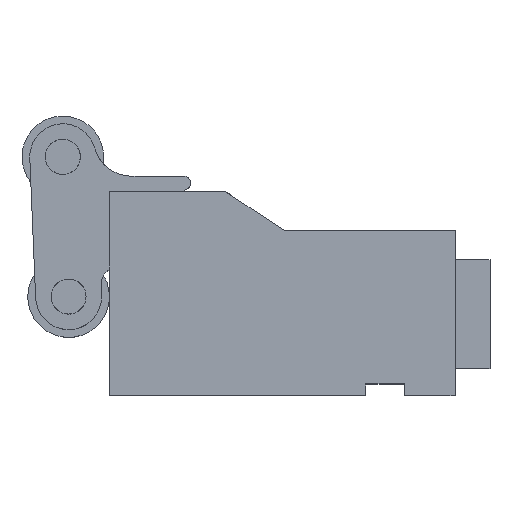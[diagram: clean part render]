
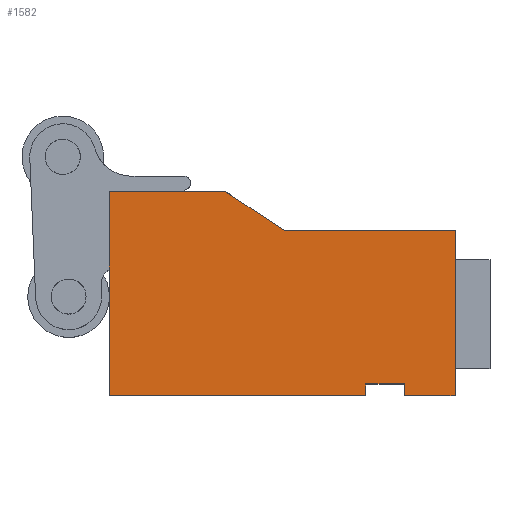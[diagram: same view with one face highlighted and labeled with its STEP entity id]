
A CAD part, top view. The second image highlights one B-rep face of the part: STEP entity #1582.
In plain terms, the highlighted planar face has unit normal (0, 0, 1).
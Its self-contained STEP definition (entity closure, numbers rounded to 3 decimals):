
#319=CARTESIAN_POINT('Vertex',(0.,105.,105.)) ;
#322=CARTESIAN_POINT('Line Origine',(30.,105.,105.)) ;
#326=CARTESIAN_POINT('Vertex',(60.,105.,105.)) ;
#577=CARTESIAN_POINT('Vertex',(0.,0.,105.)) ;
#580=CARTESIAN_POINT('Line Origine',(0.,52.5,105.)) ;
#814=CARTESIAN_POINT('Vertex',(178.,0.,105.)) ;
#828=CARTESIAN_POINT('Vertex',(178.,85.,105.)) ;
#831=CARTESIAN_POINT('Line Origine',(178.,42.5,105.)) ;
#879=CARTESIAN_POINT('Line Origine',(75.,95.,105.)) ;
#883=CARTESIAN_POINT('Vertex',(90.,85.,105.)) ;
#1492=CARTESIAN_POINT('Line Origine',(134.,85.,105.)) ;
#1532=CARTESIAN_POINT('Axis2P3D Location',(0.,0.,105.)) ;
#1537=CARTESIAN_POINT('Line Origine',(165.,0.,105.)) ;
#1541=CARTESIAN_POINT('Vertex',(152.,0.,105.)) ;
#1544=CARTESIAN_POINT('Line Origine',(66.,0.,105.)) ;
#1548=CARTESIAN_POINT('Vertex',(132.,0.,105.)) ;
#1551=CARTESIAN_POINT('Line Origine',(132.,3.,105.)) ;
#1555=CARTESIAN_POINT('Vertex',(132.,6.,105.)) ;
#1558=CARTESIAN_POINT('Line Origine',(142.,6.,105.)) ;
#1562=CARTESIAN_POINT('Vertex',(152.,6.,105.)) ;
#1565=CARTESIAN_POINT('Line Origine',(152.,3.,105.)) ;
#323=DIRECTION('Vector Direction',(-1.,0.,0.)) ;
#581=DIRECTION('Vector Direction',(0.,-1.,0.)) ;
#832=DIRECTION('Vector Direction',(0.,1.,0.)) ;
#880=DIRECTION('Vector Direction',(-0.832,0.555,0.)) ;
#1493=DIRECTION('Vector Direction',(-1.,0.,0.)) ;
#1533=DIRECTION('Axis2P3D Direction',(0.,0.,1.)) ;
#1534=DIRECTION('Axis2P3D XDirection',(1.,0.,0.)) ;
#1538=DIRECTION('Vector Direction',(1.,0.,0.)) ;
#1545=DIRECTION('Vector Direction',(1.,0.,0.)) ;
#1552=DIRECTION('Vector Direction',(0.,1.,0.)) ;
#1559=DIRECTION('Vector Direction',(-1.,0.,0.)) ;
#1566=DIRECTION('Vector Direction',(0.,-1.,0.)) ;
#1535=AXIS2_PLACEMENT_3D('Plane Axis2P3D',#1532,#1533,#1534) ;
#1571=ORIENTED_EDGE('',*,*,#1543,.T.) ;
#1572=ORIENTED_EDGE('',*,*,#835,.T.) ;
#1573=ORIENTED_EDGE('',*,*,#1496,.F.) ;
#1574=ORIENTED_EDGE('',*,*,#885,.T.) ;
#1575=ORIENTED_EDGE('',*,*,#328,.T.) ;
#1576=ORIENTED_EDGE('',*,*,#584,.T.) ;
#1577=ORIENTED_EDGE('',*,*,#1550,.T.) ;
#1578=ORIENTED_EDGE('',*,*,#1557,.T.) ;
#1579=ORIENTED_EDGE('',*,*,#1564,.T.) ;
#1580=ORIENTED_EDGE('',*,*,#1569,.T.) ;
#324=VECTOR('Line Direction',#323,1.) ;
#582=VECTOR('Line Direction',#581,1.) ;
#833=VECTOR('Line Direction',#832,1.) ;
#881=VECTOR('Line Direction',#880,1.) ;
#1494=VECTOR('Line Direction',#1493,1.) ;
#1539=VECTOR('Line Direction',#1538,1.) ;
#1546=VECTOR('Line Direction',#1545,1.) ;
#1553=VECTOR('Line Direction',#1552,1.) ;
#1560=VECTOR('Line Direction',#1559,1.) ;
#1567=VECTOR('Line Direction',#1566,1.) ;
#1582=ADVANCED_FACE('CU_CPUS-07000-40_0.1\\PartBody',(#1581),#1536,.T.) ;
#328=EDGE_CURVE('',#327,#320,#325,.T.) ;
#584=EDGE_CURVE('',#320,#578,#583,.T.) ;
#835=EDGE_CURVE('',#815,#829,#834,.T.) ;
#885=EDGE_CURVE('',#884,#327,#882,.T.) ;
#1496=EDGE_CURVE('',#884,#829,#1495,.F.) ;
#1543=EDGE_CURVE('',#1542,#815,#1540,.T.) ;
#1550=EDGE_CURVE('',#578,#1549,#1547,.T.) ;
#1557=EDGE_CURVE('',#1549,#1556,#1554,.T.) ;
#1564=EDGE_CURVE('',#1556,#1563,#1561,.F.) ;
#1569=EDGE_CURVE('',#1563,#1542,#1568,.T.) ;
#1570=EDGE_LOOP('',(#1571,#1572,#1573,#1574,#1575,#1576,#1577,#1578,#1579,#1580)) ;
#1581=FACE_OUTER_BOUND('',#1570,.T.) ;
#325=LINE('Line',#322,#324) ;
#583=LINE('Line',#580,#582) ;
#834=LINE('Line',#831,#833) ;
#882=LINE('Line',#879,#881) ;
#1495=LINE('Line',#1492,#1494) ;
#1540=LINE('Line',#1537,#1539) ;
#1547=LINE('Line',#1544,#1546) ;
#1554=LINE('Line',#1551,#1553) ;
#1561=LINE('Line',#1558,#1560) ;
#1568=LINE('Line',#1565,#1567) ;
#1536=PLANE('Plane',#1535) ;
#320=VERTEX_POINT('',#319) ;
#327=VERTEX_POINT('',#326) ;
#578=VERTEX_POINT('',#577) ;
#815=VERTEX_POINT('',#814) ;
#829=VERTEX_POINT('',#828) ;
#884=VERTEX_POINT('',#883) ;
#1542=VERTEX_POINT('',#1541) ;
#1549=VERTEX_POINT('',#1548) ;
#1556=VERTEX_POINT('',#1555) ;
#1563=VERTEX_POINT('',#1562) ;
